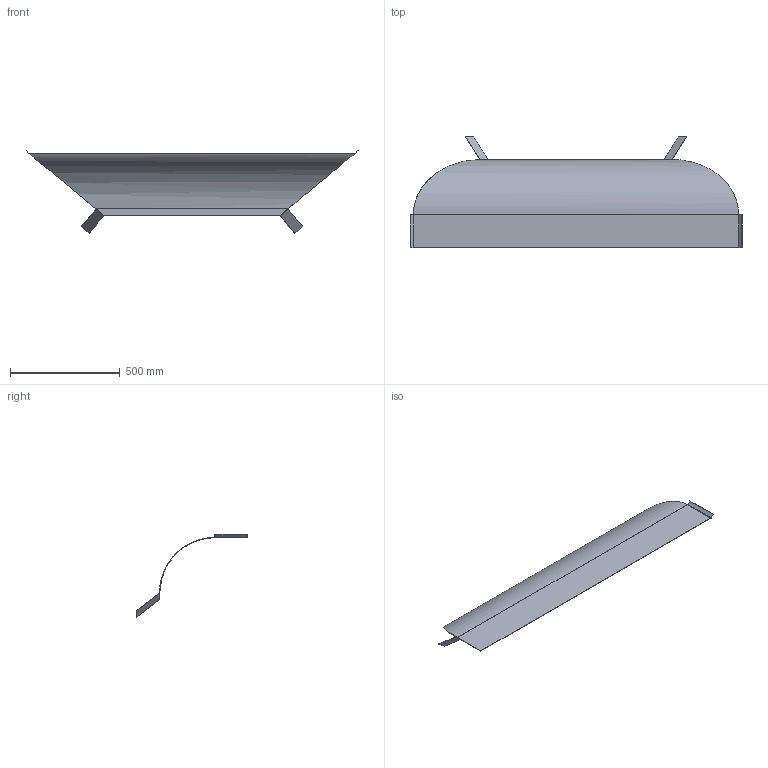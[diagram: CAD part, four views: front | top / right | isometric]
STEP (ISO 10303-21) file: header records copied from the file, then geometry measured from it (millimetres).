
FILE_DESCRIPTION (( 'STEP AP203' ), '1' );
FILE_NAME ('rep1.STEP', '2026-01-21T13:15:51', ( '' ), ( '' ), 'SwSTEP 2.0', 'SolidWorks 2024', '' );
FILE_SCHEMA (( 'CONFIG_CONTROL_DESIGN' ));
Length unit declared in the file: millimetre
Products named in the file (1): rep1
Bounding box: 1509.53 x 507.13 x 377.56 mm (x, y, z)
Volume: 1144873.9 mm3; surface area: 1533077.3 mm2
Topology: 1 solids, 1 shells, 56 faces, 124 edges, 70 vertices
Faces by surface type: plane 42, cylinder 10, bspline 4
Entity records: 1661 total; most frequent: CARTESIAN_POINT 391, ORIENTED_EDGE 248, DIRECTION 236, EDGE_CURVE 124, LINE 102, VECTOR 102, VERTEX_POINT 70, AXIS2_PLACEMENT_3D 67
